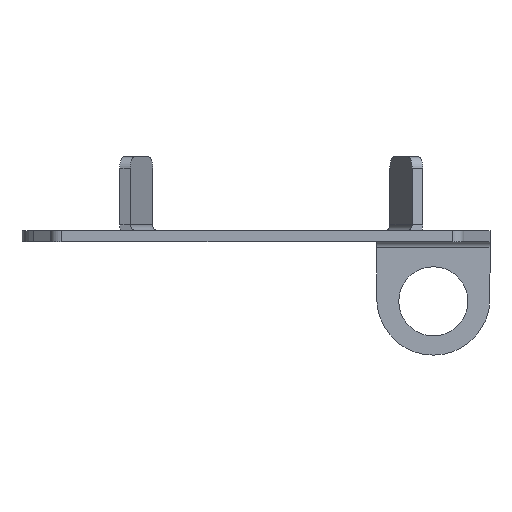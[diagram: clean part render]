
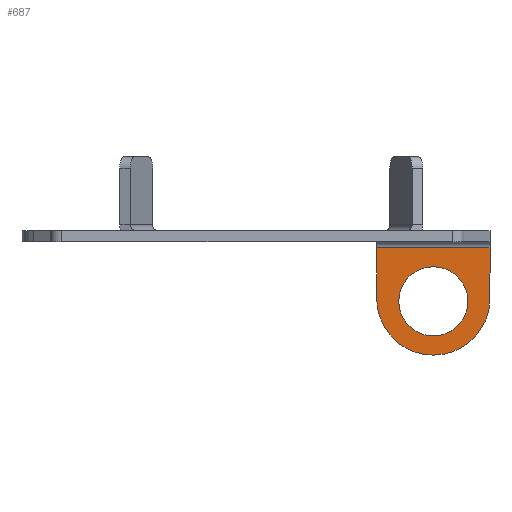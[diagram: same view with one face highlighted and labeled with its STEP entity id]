
A CAD part, front view. The second image highlights one B-rep face of the part: STEP entity #687.
In plain terms, the highlighted planar face has unit normal (0, -1, 0).
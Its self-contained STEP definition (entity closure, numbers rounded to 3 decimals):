
#54 = FACE_BOUND ( 'NONE', #302, .T. ) ;
#236 = VERTEX_POINT ( 'NONE', #475 ) ;
#302 = EDGE_LOOP ( 'NONE', ( #840, #4013 ) ) ;
#304 = ORIENTED_EDGE ( 'NONE', *, *, #2764, .T. ) ;
#422 = CIRCLE ( 'NONE', #2009, 6.1 ) ;
#435 = EDGE_CURVE ( 'NONE', #1154, #1504, #422, .T. ) ;
#440 = ORIENTED_EDGE ( 'NONE', *, *, #1875, .T. ) ;
#445 = DIRECTION ( 'NONE',  ( 0., -1., 0. ) ) ;
#468 = DIRECTION ( 'NONE',  ( 0., 1., 0. ) ) ;
#475 = CARTESIAN_POINT ( 'NONE',  ( 18.6, 56.5, -10. ) ) ;
#527 = CARTESIAN_POINT ( 'NONE',  ( 38.6, 56.5, -1. ) ) ;
#538 = DIRECTION ( 'NONE',  ( 0., 0., 1. ) ) ;
#573 = ORIENTED_EDGE ( 'NONE', *, *, #4143, .T. ) ;
#687 = ADVANCED_FACE ( 'NONE', ( #54, #4080 ), #4138, .F. ) ;
#691 = CARTESIAN_POINT ( 'NONE',  ( 28.6, 56.5, -16.6 ) ) ;
#785 = EDGE_CURVE ( 'NONE', #4117, #2119, #1624, .T. ) ;
#840 = ORIENTED_EDGE ( 'NONE', *, *, #435, .F. ) ;
#990 = DIRECTION ( 'NONE',  ( 0., -1., 0. ) ) ;
#1053 = CARTESIAN_POINT ( 'NONE',  ( 28.6, 56.5, -20. ) ) ;
#1154 = VERTEX_POINT ( 'NONE', #691 ) ;
#1193 = DIRECTION ( 'NONE',  ( 0., -1., 0. ) ) ;
#1205 = VECTOR ( 'NONE', #2161, 1000. ) ;
#1269 = AXIS2_PLACEMENT_3D ( 'NONE', #1873, #1193, #3226 ) ;
#1305 = EDGE_CURVE ( 'NONE', #1504, #1154, #2243, .T. ) ;
#1310 = CIRCLE ( 'NONE', #2549, 10. ) ;
#1504 = VERTEX_POINT ( 'NONE', #3947 ) ;
#1532 = AXIS2_PLACEMENT_3D ( 'NONE', #3177, #445, #3456 ) ;
#1624 = CIRCLE ( 'NONE', #1269, 10. ) ;
#1632 = CARTESIAN_POINT ( 'NONE',  ( 28.6, 56.5, -10.5 ) ) ;
#1736 = ORIENTED_EDGE ( 'NONE', *, *, #785, .T. ) ;
#1788 = LINE ( 'NONE', #4258, #4303 ) ;
#1873 = CARTESIAN_POINT ( 'NONE',  ( 28.6, 56.5, -10. ) ) ;
#1875 = EDGE_CURVE ( 'NONE', #2119, #2090, #4160, .T. ) ;
#1975 = ORIENTED_EDGE ( 'NONE', *, *, #3886, .F. ) ;
#2009 = AXIS2_PLACEMENT_3D ( 'NONE', #1632, #990, #3658 ) ;
#2073 = CARTESIAN_POINT ( 'NONE',  ( 18.6, 56.5, 0. ) ) ;
#2090 = VERTEX_POINT ( 'NONE', #527 ) ;
#2119 = VERTEX_POINT ( 'NONE', #3581 ) ;
#2161 = DIRECTION ( 'NONE',  ( 0., 0., -1. ) ) ;
#2213 = DIRECTION ( 'NONE',  ( 0., -1., 0. ) ) ;
#2243 = CIRCLE ( 'NONE', #1532, 6.1 ) ;
#2280 = VECTOR ( 'NONE', #3479, 1000. ) ;
#2341 = AXIS2_PLACEMENT_3D ( 'NONE', #2774, #468, #3465 ) ;
#2549 = AXIS2_PLACEMENT_3D ( 'NONE', #3564, #2213, #538 ) ;
#2691 = CARTESIAN_POINT ( 'NONE',  ( 18.6, 56.5, -1. ) ) ;
#2764 = EDGE_CURVE ( 'NONE', #236, #4117, #1310, .T. ) ;
#2774 = CARTESIAN_POINT ( 'NONE',  ( 0., 56.5, 0. ) ) ;
#3010 = VERTEX_POINT ( 'NONE', #2691 ) ;
#3177 = CARTESIAN_POINT ( 'NONE',  ( 28.6, 56.5, -10.5 ) ) ;
#3226 = DIRECTION ( 'NONE',  ( 0., 0., 1. ) ) ;
#3267 = LINE ( 'NONE', #2073, #1205 ) ;
#3286 = EDGE_LOOP ( 'NONE', ( #573, #304, #1736, #440, #1975 ) ) ;
#3396 = CARTESIAN_POINT ( 'NONE',  ( 38.6, 56.5, 0. ) ) ;
#3456 = DIRECTION ( 'NONE',  ( 0., 0., -1. ) ) ;
#3465 = DIRECTION ( 'NONE',  ( 0., 0., 1. ) ) ;
#3479 = DIRECTION ( 'NONE',  ( 0., 0., 1. ) ) ;
#3564 = CARTESIAN_POINT ( 'NONE',  ( 28.6, 56.5, -10. ) ) ;
#3581 = CARTESIAN_POINT ( 'NONE',  ( 38.6, 56.5, -10. ) ) ;
#3658 = DIRECTION ( 'NONE',  ( 0., 0., -1. ) ) ;
#3886 = EDGE_CURVE ( 'NONE', #3010, #2090, #1788, .T. ) ;
#3947 = CARTESIAN_POINT ( 'NONE',  ( 28.6, 56.5, -4.4 ) ) ;
#4013 = ORIENTED_EDGE ( 'NONE', *, *, #1305, .F. ) ;
#4080 = FACE_OUTER_BOUND ( 'NONE', #3286, .T. ) ;
#4117 = VERTEX_POINT ( 'NONE', #1053 ) ;
#4138 = PLANE ( 'NONE',  #2341 ) ;
#4143 = EDGE_CURVE ( 'NONE', #3010, #236, #3267, .T. ) ;
#4160 = LINE ( 'NONE', #3396, #2280 ) ;
#4217 = DIRECTION ( 'NONE',  ( 1., 0., 0. ) ) ;
#4258 = CARTESIAN_POINT ( 'NONE',  ( 18.6, 56.5, -1. ) ) ;
#4303 = VECTOR ( 'NONE', #4217, 1000. ) ;
